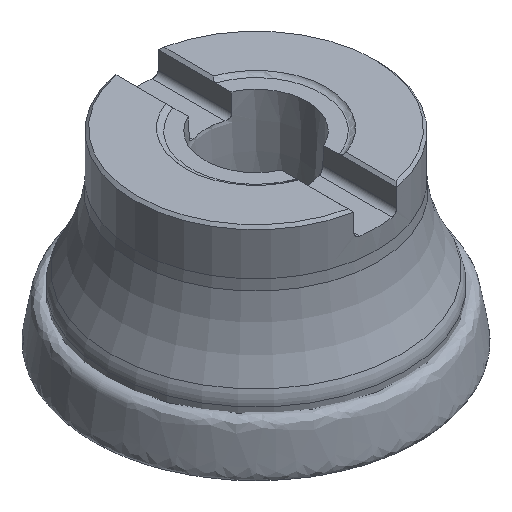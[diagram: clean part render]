
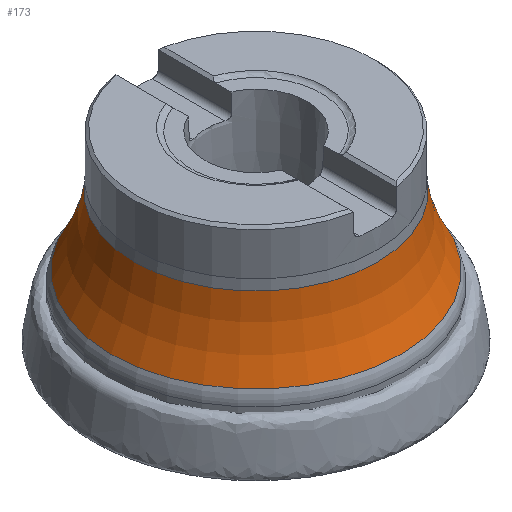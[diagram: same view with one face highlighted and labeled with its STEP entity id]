
A CAD part, isometric view. The second image highlights one B-rep face of the part: STEP entity #173.
In plain terms, the highlighted toroidal (fillet/blend) face has major radius 58.056 mm and minor radius 35 mm.
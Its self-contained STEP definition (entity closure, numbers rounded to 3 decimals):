
#54=TOROIDAL_SURFACE('',#801,58.056,35.);
#173=ADVANCED_FACE('',(#214,#215),#54,.F.);
#214=FACE_BOUND('',#263,.T.);
#215=FACE_BOUND('',#264,.T.);
#263=EDGE_LOOP('',(#371));
#264=EDGE_LOOP('',(#372));
#371=ORIENTED_EDGE('',*,*,#572,.T.);
#372=ORIENTED_EDGE('',*,*,#573,.T.);
#503=VERTEX_POINT('',#1344);
#504=VERTEX_POINT('',#1346);
#572=EDGE_CURVE('',#503,#503,#616,.T.);
#573=EDGE_CURVE('',#504,#504,#617,.T.);
#616=CIRCLE('',#799,27.82);
#617=CIRCLE('',#800,23.352);
#799=AXIS2_PLACEMENT_3D('',#1343,#944,#945);
#800=AXIS2_PLACEMENT_3D('',#1345,#946,#947);
#801=AXIS2_PLACEMENT_3D('',#1347,#948,#949);
#944=DIRECTION('',(0.,0.,1.));
#945=DIRECTION('',(-1.,0.,0.));
#946=DIRECTION('',(0.,0.,-1.));
#947=DIRECTION('',(-1.,0.,0.));
#948=DIRECTION('',(0.,0.,1.));
#949=DIRECTION('',(-1.,0.,0.));
#1343=CARTESIAN_POINT('',(0.,0.,-23.696));
#1344=CARTESIAN_POINT('',(-27.82,0.,-23.696));
#1345=CARTESIAN_POINT('',(0.,0.,-10.604));
#1346=CARTESIAN_POINT('',(-23.352,0.,-10.604));
#1347=CARTESIAN_POINT('',(0.,0.,-6.067));
